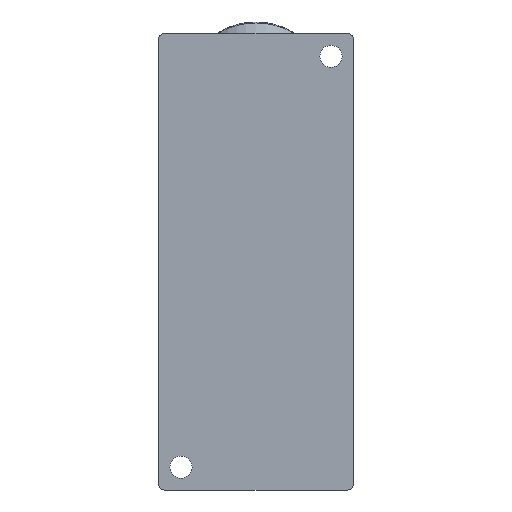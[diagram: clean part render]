
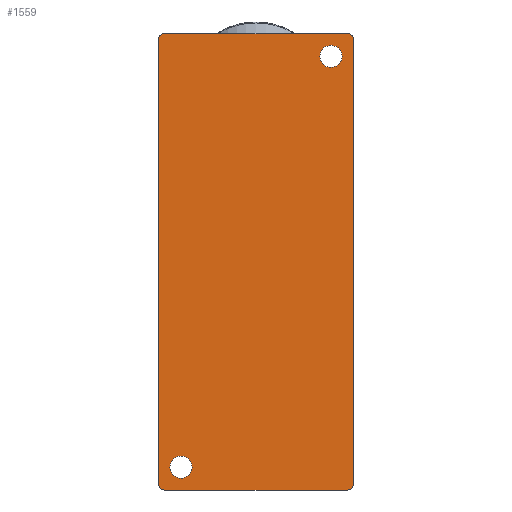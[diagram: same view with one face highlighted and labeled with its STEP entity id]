
A CAD part, front view. The second image highlights one B-rep face of the part: STEP entity #1559.
In plain terms, the highlighted planar face has unit normal (0, -1, 0).
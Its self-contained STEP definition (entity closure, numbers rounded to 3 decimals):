
#84=CIRCLE('',#1676,1.7);
#85=CIRCLE('',#1677,1.7);
#86=CIRCLE('',#1678,1.);
#87=CIRCLE('',#1679,1.);
#88=CIRCLE('',#1680,1.);
#89=CIRCLE('',#1681,1.);
#135=LINE('',#2301,#277);
#136=LINE('',#2306,#278);
#146=LINE('',#2334,#288);
#152=LINE('',#2347,#294);
#277=VECTOR('',#1840,1000.);
#278=VECTOR('',#1845,1000.);
#288=VECTOR('',#1865,1000.);
#294=VECTOR('',#1873,1000.);
#453=ORIENTED_EDGE('',*,*,#917,.F.);
#454=ORIENTED_EDGE('',*,*,#918,.F.);
#455=ORIENTED_EDGE('',*,*,#891,.T.);
#456=ORIENTED_EDGE('',*,*,#919,.T.);
#457=ORIENTED_EDGE('',*,*,#905,.F.);
#458=ORIENTED_EDGE('',*,*,#920,.T.);
#459=ORIENTED_EDGE('',*,*,#889,.F.);
#460=ORIENTED_EDGE('',*,*,#921,.T.);
#461=ORIENTED_EDGE('',*,*,#911,.T.);
#462=ORIENTED_EDGE('',*,*,#922,.T.);
#889=EDGE_CURVE('',#1121,#1106,#135,.T.);
#891=EDGE_CURVE('',#1124,#1122,#136,.T.);
#905=EDGE_CURVE('',#1137,#1138,#146,.T.);
#911=EDGE_CURVE('',#1143,#1144,#152,.T.);
#917=EDGE_CURVE('',#1149,#1149,#84,.T.);
#918=EDGE_CURVE('',#1150,#1150,#85,.T.);
#919=EDGE_CURVE('',#1122,#1138,#86,.F.);
#920=EDGE_CURVE('',#1137,#1106,#87,.F.);
#921=EDGE_CURVE('',#1121,#1143,#88,.F.);
#922=EDGE_CURVE('',#1144,#1124,#89,.F.);
#1106=VERTEX_POINT('',#2270);
#1121=VERTEX_POINT('',#2300);
#1122=VERTEX_POINT('',#2304);
#1124=VERTEX_POINT('',#2307);
#1137=VERTEX_POINT('',#2335);
#1138=VERTEX_POINT('',#2336);
#1143=VERTEX_POINT('',#2348);
#1144=VERTEX_POINT('',#2349);
#1149=VERTEX_POINT('',#2361);
#1150=VERTEX_POINT('',#2363);
#1285=EDGE_LOOP('',(#453));
#1286=EDGE_LOOP('',(#454));
#1287=EDGE_LOOP('',(#455,#456,#457,#458,#459,#460,#461,#462));
#1394=FACE_BOUND('',#1285,.T.);
#1395=FACE_BOUND('',#1286,.T.);
#1396=FACE_BOUND('',#1287,.T.);
#1503=PLANE('',#1675);
#1559=ADVANCED_FACE('',(#1394,#1395,#1396),#1503,.F.);
#1675=AXIS2_PLACEMENT_3D('',#2359,#1879,#1880);
#1676=AXIS2_PLACEMENT_3D('',#2360,#1881,#1882);
#1677=AXIS2_PLACEMENT_3D('',#2362,#1883,#1884);
#1678=AXIS2_PLACEMENT_3D('',#2364,#1885,#1886);
#1679=AXIS2_PLACEMENT_3D('',#2365,#1887,#1888);
#1680=AXIS2_PLACEMENT_3D('',#2366,#1889,#1890);
#1681=AXIS2_PLACEMENT_3D('',#2367,#1891,#1892);
#1840=DIRECTION('',(0.,0.,-1.));
#1845=DIRECTION('',(0.,0.,-1.));
#1865=DIRECTION('',(-1.,0.,0.));
#1873=DIRECTION('',(-1.,0.,0.));
#1879=DIRECTION('',(0.,1.,0.));
#1880=DIRECTION('',(0.,0.,1.));
#1881=DIRECTION('',(0.,-1.,0.));
#1882=DIRECTION('',(0.,0.,-1.));
#1883=DIRECTION('',(0.,-1.,0.));
#1884=DIRECTION('',(0.,0.,-1.));
#1885=DIRECTION('',(0.,1.,0.));
#1886=DIRECTION('',(0.,0.,1.));
#1887=DIRECTION('',(0.,1.,0.));
#1888=DIRECTION('',(0.,0.,1.));
#1889=DIRECTION('',(0.,1.,0.));
#1890=DIRECTION('',(0.,0.,1.));
#1891=DIRECTION('',(0.,1.,0.));
#1892=DIRECTION('',(0.,0.,1.));
#2270=CARTESIAN_POINT('',(15.,0.,-69.));
#2300=CARTESIAN_POINT('',(15.,0.,-1.));
#2301=CARTESIAN_POINT('',(15.,0.,0.));
#2304=CARTESIAN_POINT('',(-15.,0.,-69.));
#2306=CARTESIAN_POINT('',(-15.,0.,0.));
#2307=CARTESIAN_POINT('',(-15.,0.,-1.));
#2334=CARTESIAN_POINT('',(15.,0.,-70.));
#2335=CARTESIAN_POINT('',(14.,0.,-70.));
#2336=CARTESIAN_POINT('',(-14.,0.,-70.));
#2347=CARTESIAN_POINT('',(15.,0.,0.));
#2348=CARTESIAN_POINT('',(14.,0.,0.));
#2349=CARTESIAN_POINT('',(-14.,0.,0.));
#2359=CARTESIAN_POINT('',(15.,0.,0.));
#2360=CARTESIAN_POINT('',(-11.5,0.,-66.5));
#2361=CARTESIAN_POINT('',(-11.5,0.,-68.2));
#2362=CARTESIAN_POINT('',(11.5,0.,-3.5));
#2363=CARTESIAN_POINT('',(11.5,0.,-5.2));
#2364=CARTESIAN_POINT('',(-14.,0.,-69.));
#2365=CARTESIAN_POINT('',(14.,0.,-69.));
#2366=CARTESIAN_POINT('',(14.,0.,-1.));
#2367=CARTESIAN_POINT('',(-14.,0.,-1.));
